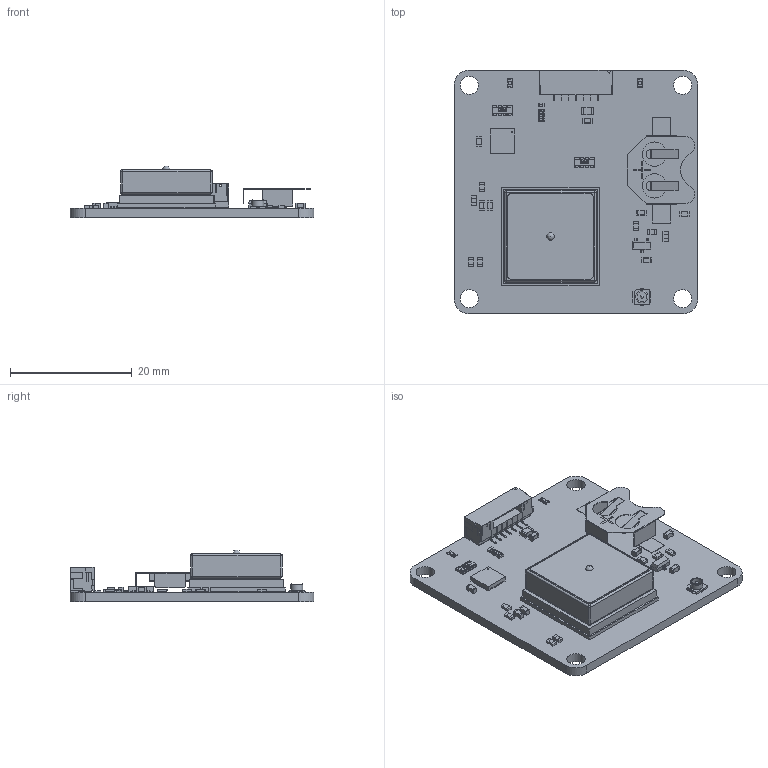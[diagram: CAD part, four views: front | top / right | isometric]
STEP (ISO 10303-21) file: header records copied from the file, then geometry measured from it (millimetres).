
FILE_DESCRIPTION(('FreeCAD Model'),'2;1');
FILE_NAME('Open CASCADE Shape Model','2022-07-01T16:33:58',( 'kicad StepUp'),('ksu MCAD'),'Open CASCADE STEP processor 7.5', 'FreeCAD','Unknown');
FILE_SCHEMA(('AUTOMOTIVE_DESIGN { 1 0 10303 214 1 1 1 1 }'));
Length unit declared in the file: millimetre
Products named in the file (47): gps-v3; Board_Geoms_332e; Pcb_332e; Step_Models_332e; Top_332e; R5_R_0603_5F886D71; BT1_Battery_Retainer_5F86F5B3; C1_C_0402_5F86F5BD; C2_C_0603_5F86F5C7; C102_C_0805_5F86F5F9; D1_Compound002_5F86F613; Compound; Compound001; P101_BrickletConn_7pin_5F86F64F; P104_U-FL_5F86F666; Q1_SOT23_5F86F671; RP1_Cut_5F86F69F; RP2_Compound006_5F86F6AF; Compound002; Compound003; Compound004; Compound005; U1_PA1616D023_5F86F6DE; PA1616D; PA1616D001; PA1616D002; PA1616D003; PA1616D004; PA1616D005; PA1616D006; PA1616D007; PA1616D008; PA1616D009; PA1616D010; PA1616D011; PA1616D012; PA1616D013; PA1616D014; PA1616D015; PA1616D016 ...
Assembly tree (60 placements, depth 5):
  gps-v3
    Board_Geoms_332e
      Pcb_332e
    Step_Models_332e
      Top_332e
        R5_R_0603_5F886D71  x7
        BT1_Battery_Retainer_5F86F5B3
        C1_C_0402_5F86F5BD
        C2_C_0603_5F86F5C7  x7
        C102_C_0805_5F86F5F9
        D1_Compound002_5F86F613  x2
          Compound
          Compound001
        P101_BrickletConn_7pin_5F86F64F
        P104_U-FL_5F86F666
        Q1_SOT23_5F86F671
        RP1_Cut_5F86F69F
        RP2_Compound006_5F86F6AF  x2
          Compound002
          Compound003
          Compound004
          Compound005
        U1_PA1616D023_5F86F6DE
          PA1616D
          PA1616D001
          PA1616D002
          PA1616D003
          PA1616D004
          PA1616D005
          PA1616D006
          PA1616D007
          PA1616D008
          PA1616D009
          PA1616D010
          PA1616D011
          PA1616D012
          PA1616D013
          PA1616D014
          PA1616D015
          PA1616D016
          PA1616D017
          PA1616D018
          PA1616D019
          PA1616D020
          PA1616D021
          PA1616D022
        U101_QFN-24_4x4mm_Pitch0.5mm_5F86F703
Bounding box: 40 x 40 x 8.5 mm (x, y, z)
Volume: 4091.1 mm3; surface area: 6299.2 mm2
Topology: 58 solids, 58 shells, 2299 faces, 6337 edges, 4173 vertices
Faces by surface type: plane 1716, cylinder 296, bspline 277, sphere 9, torus 1
Full cylindrical faces by diameter (mm): 0.5 x1, 1.2 x1, 1.68 x1, 1.98 x1, 3 x4
Entity records: 58091 total; most frequent: CARTESIAN_POINT 10366, ORIENTED_EDGE 8764, DIRECTION 7447, EDGE_CURVE 4382, LINE 3773, VECTOR 3773, VERTEX_POINT 2865, AXIS2_PLACEMENT_3D 1837
